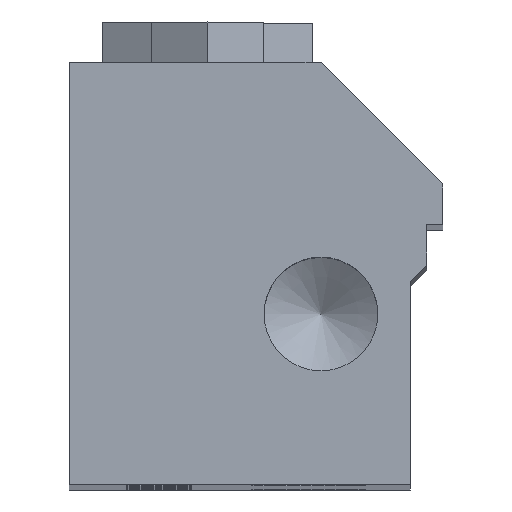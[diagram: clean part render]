
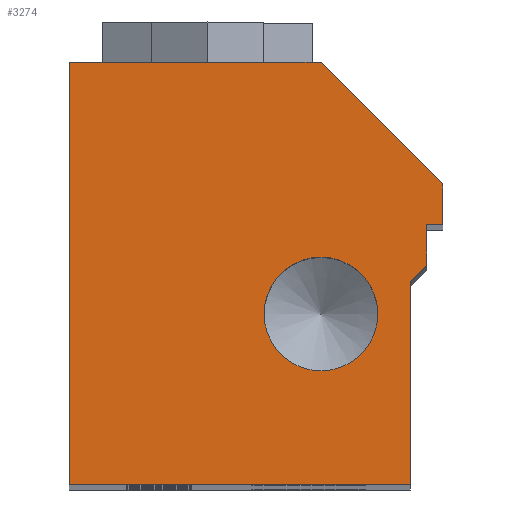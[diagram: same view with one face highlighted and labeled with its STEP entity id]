
A CAD part, top view. The second image highlights one B-rep face of the part: STEP entity #3274.
In plain terms, the highlighted planar face has unit normal (0, 0, 1).
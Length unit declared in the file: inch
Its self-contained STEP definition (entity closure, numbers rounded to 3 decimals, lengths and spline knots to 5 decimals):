
#2777=CARTESIAN_POINT('',(0.72962,0.73151,6.0));
#2778=VERTEX_POINT('',#2777);
#2779=CARTESIAN_POINT('',(0.51087,0.73151,6.0));
#2780=DIRECTION('',(0.0,0.0,-1.0));
#2781=DIRECTION('',(1.0,0.0,0.0));
#2782=AXIS2_PLACEMENT_3D('',#2779,#2780,#2781);
#2783=CIRCLE('',#2782,0.21875);
#2784=EDGE_CURVE('',#2778,#2778,#2783,.T.);
#2917=CARTESIAN_POINT('',(-0.45788,0.07526,6.0));
#2918=VERTEX_POINT('',#2917);
#2919=CARTESIAN_POINT('',(-0.45788,1.70026,6.0));
#2920=VERTEX_POINT('',#2919);
#2921=CARTESIAN_POINT('',(-0.45788,0.07526,6.0));
#2922=DIRECTION('',(0.0,1.0,0.0));
#2923=VECTOR('',#2922,1.625);
#2924=LINE('',#2921,#2923);
#2925=EDGE_CURVE('',#2918,#2920,#2924,.T.);
#2948=CARTESIAN_POINT('',(0.51137,1.70026,6.0));
#2949=VERTEX_POINT('',#2948);
#2950=CARTESIAN_POINT('',(-0.45788,1.70026,6.0));
#2951=DIRECTION('',(1.0,0.0,0.0));
#2952=VECTOR('',#2951,0.96925);
#2953=LINE('',#2950,#2952);
#2954=EDGE_CURVE('',#2920,#2949,#2953,.T.);
#3060=CARTESIAN_POINT('',(0.98012,1.23151,6.0));
#3061=VERTEX_POINT('',#3060);
#3062=CARTESIAN_POINT('',(0.51137,1.70026,6.0));
#3063=DIRECTION('',(0.707,-0.707,0.0));
#3064=VECTOR('',#3063,0.66291);
#3065=LINE('',#3062,#3064);
#3066=EDGE_CURVE('',#2949,#3061,#3065,.T.);
#3084=CARTESIAN_POINT('',(0.98012,1.07526,6.0));
#3085=VERTEX_POINT('',#3084);
#3086=CARTESIAN_POINT('',(0.98012,1.23151,6.0));
#3087=DIRECTION('',(0.0,-1.0,0.0));
#3088=VECTOR('',#3087,0.15625);
#3089=LINE('',#3086,#3088);
#3090=EDGE_CURVE('',#3061,#3085,#3089,.T.);
#3108=CARTESIAN_POINT('',(0.91712,1.07526,6.0));
#3109=VERTEX_POINT('',#3108);
#3110=CARTESIAN_POINT('',(0.98012,1.07526,6.0));
#3111=DIRECTION('',(-1.0,0.0,0.0));
#3112=VECTOR('',#3111,0.063);
#3113=LINE('',#3110,#3112);
#3114=EDGE_CURVE('',#3085,#3109,#3113,.T.);
#3132=CARTESIAN_POINT('',(0.91712,0.91901,6.0));
#3133=VERTEX_POINT('',#3132);
#3134=CARTESIAN_POINT('',(0.91712,1.07526,6.0));
#3135=DIRECTION('',(0.0,-1.0,0.0));
#3136=VECTOR('',#3135,0.15625);
#3137=LINE('',#3134,#3136);
#3138=EDGE_CURVE('',#3109,#3133,#3137,.T.);
#3156=CARTESIAN_POINT('',(0.85462,0.85651,6.0));
#3157=VERTEX_POINT('',#3156);
#3158=CARTESIAN_POINT('',(0.91712,0.91901,6.0));
#3159=DIRECTION('',(-0.707,-0.707,0.0));
#3160=VECTOR('',#3159,0.08839);
#3161=LINE('',#3158,#3160);
#3162=EDGE_CURVE('',#3133,#3157,#3161,.T.);
#3180=CARTESIAN_POINT('',(0.85462,0.07526,6.0));
#3181=VERTEX_POINT('',#3180);
#3182=CARTESIAN_POINT('',(0.85462,0.85651,6.0));
#3183=DIRECTION('',(0.0,-1.0,0.0));
#3184=VECTOR('',#3183,0.78125);
#3185=LINE('',#3182,#3184);
#3186=EDGE_CURVE('',#3157,#3181,#3185,.T.);
#3204=CARTESIAN_POINT('',(0.85462,0.07526,6.0));
#3205=DIRECTION('',(-1.0,0.0,0.0));
#3206=VECTOR('',#3205,1.3125);
#3207=LINE('',#3204,#3206);
#3208=EDGE_CURVE('',#3181,#2918,#3207,.T.);
#3255=CARTESIAN_POINT('',(0.19584,0.86114,6.0));
#3256=DIRECTION('',(0.0,0.0,1.0));
#3257=DIRECTION('',(1.0,0.0,0.0));
#3258=AXIS2_PLACEMENT_3D('',#3255,#3256,#3257);
#3259=PLANE('',#3258);
#3260=ORIENTED_EDGE('',*,*,#2925,.F.);
#3261=ORIENTED_EDGE('',*,*,#3208,.F.);
#3262=ORIENTED_EDGE('',*,*,#3186,.F.);
#3263=ORIENTED_EDGE('',*,*,#3162,.F.);
#3264=ORIENTED_EDGE('',*,*,#3138,.F.);
#3265=ORIENTED_EDGE('',*,*,#3114,.F.);
#3266=ORIENTED_EDGE('',*,*,#3090,.F.);
#3267=ORIENTED_EDGE('',*,*,#3066,.F.);
#3268=ORIENTED_EDGE('',*,*,#2954,.F.);
#3269=EDGE_LOOP('',(#3260,#3261,#3262,#3263,#3264,#3265,#3266,#3267,#3268));
#3270=FACE_OUTER_BOUND('',#3269,.T.);
#3271=ORIENTED_EDGE('',*,*,#2784,.T.);
#3272=EDGE_LOOP('',(#3271));
#3273=FACE_BOUND('',#3272,.T.);
#3274=ADVANCED_FACE('',(#3270,#3273),#3259,.T.);
